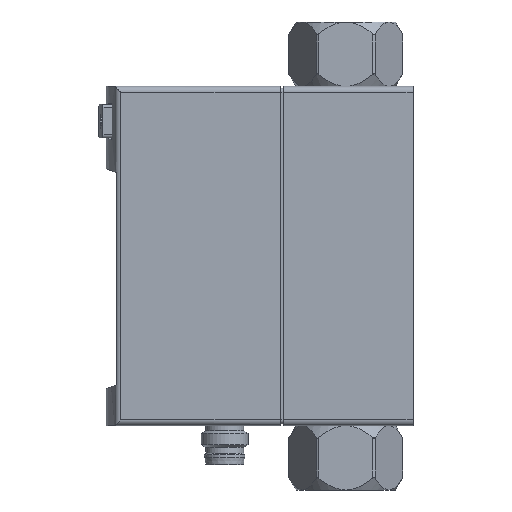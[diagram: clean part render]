
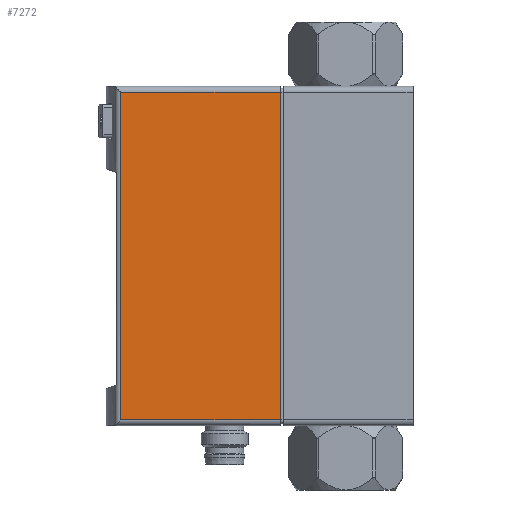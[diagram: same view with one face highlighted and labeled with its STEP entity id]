
A CAD part, left-side view. The second image highlights one B-rep face of the part: STEP entity #7272.
In plain terms, the highlighted planar face has unit normal (-1, 0, 0).
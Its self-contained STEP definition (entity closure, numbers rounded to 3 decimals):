
#737=ORIENTED_EDGE('',*,*,#2266,.T.);
#738=ORIENTED_EDGE('',*,*,#2267,.T.);
#739=ORIENTED_EDGE('',*,*,#2268,.F.);
#740=ORIENTED_EDGE('',*,*,#2264,.T.);
#2264=EDGE_CURVE('',#3017,#3016,#3488,.T.);
#2266=EDGE_CURVE('',#3016,#3018,#3489,.T.);
#2267=EDGE_CURVE('',#3018,#3019,#3490,.T.);
#2268=EDGE_CURVE('',#3017,#3019,#3491,.T.);
#3016=VERTEX_POINT('',#10268);
#3017=VERTEX_POINT('',#10270);
#3018=VERTEX_POINT('',#10274);
#3019=VERTEX_POINT('',#10276);
#3488=LINE('',#10269,#3946);
#3489=LINE('',#10273,#3947);
#3490=LINE('',#10275,#3948);
#3491=LINE('',#10277,#3949);
#3946=VECTOR('',#8492,1000.);
#3947=VECTOR('',#8497,1000.);
#3948=VECTOR('',#8498,1000.);
#3949=VECTOR('',#8499,1000.);
#4320=EDGE_LOOP('',(#737,#738,#739,#740));
#4730=FACE_BOUND('',#4320,.T.);
#5121=PLANE('',#7684);
#7272=ADVANCED_FACE('',(#4730),#5121,.F.);
#7684=AXIS2_PLACEMENT_3D('',#10272,#8495,#8496);
#8492=DIRECTION('',(0.,0.,-1.));
#8495=DIRECTION('',(1.,0.,0.));
#8496=DIRECTION('',(0.,0.,-1.));
#8497=DIRECTION('',(0.,-1.,0.));
#8498=DIRECTION('',(0.,0.,1.));
#8499=DIRECTION('',(0.,-1.,0.));
#10268=CARTESIAN_POINT('',(-10.,49.984,-28.));
#10269=CARTESIAN_POINT('',(-10.,49.984,29.));
#10270=CARTESIAN_POINT('',(-10.,49.984,28.));
#10272=CARTESIAN_POINT('',(-10.,52.5,-28.));
#10273=CARTESIAN_POINT('',(-10.,52.5,-28.));
#10274=CARTESIAN_POINT('',(-10.,22.7,-28.));
#10275=CARTESIAN_POINT('',(-10.,22.7,-28.));
#10276=CARTESIAN_POINT('',(-10.,22.7,28.));
#10277=CARTESIAN_POINT('',(-10.,52.5,28.));
